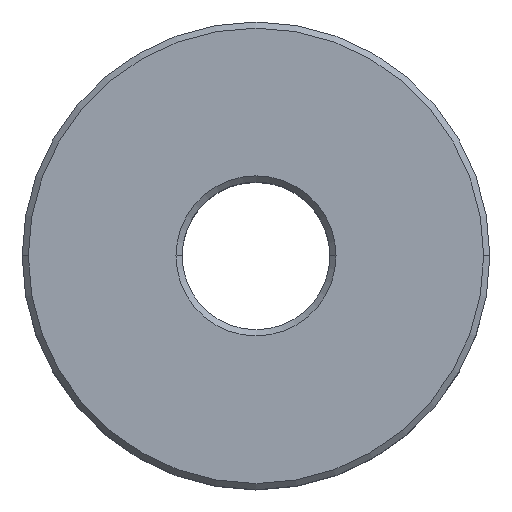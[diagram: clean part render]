
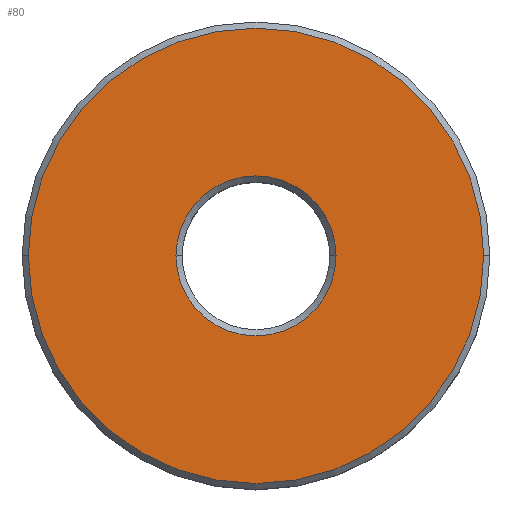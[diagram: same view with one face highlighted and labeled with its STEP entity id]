
A CAD part, top view. The second image highlights one B-rep face of the part: STEP entity #80.
In plain terms, the highlighted planar face has unit normal (0, 0, 1).
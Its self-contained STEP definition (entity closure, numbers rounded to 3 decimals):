
#22 = VERTEX_POINT ( 'NONE', #352 ) ;
#43 = EDGE_CURVE ( 'NONE', #22, #115, #256, .T. ) ;
#80 = ADVANCED_FACE ( 'NONE', ( #308, #319 ), #307, .T. ) ;
#81 = ORIENTED_EDGE ( 'NONE', *, *, #169, .T. ) ;
#82 = ORIENTED_EDGE ( 'NONE', *, *, #43, .T. ) ;
#86 = ORIENTED_EDGE ( 'NONE', *, *, #99, .T. ) ;
#93 = ORIENTED_EDGE ( 'NONE', *, *, #95, .T. ) ;
#95 = EDGE_CURVE ( 'NONE', #157, #187, #118, .T. ) ;
#99 = EDGE_CURVE ( 'NONE', #115, #22, #485, .T. ) ;
#100 = EDGE_LOOP ( 'NONE', ( #81, #93 ) ) ;
#101 = EDGE_LOOP ( 'NONE', ( #86, #82 ) ) ;
#115 = VERTEX_POINT ( 'NONE', #479 ) ;
#117 = CARTESIAN_POINT ( 'NONE',  ( 0., 0., 0. ) ) ;
#118 = CIRCLE ( 'NONE', #164, 6.5 ) ;
#157 = VERTEX_POINT ( 'NONE', #534 ) ;
#162 = DIRECTION ( 'NONE',  ( 1., 0., 0. ) ) ;
#163 = DIRECTION ( 'NONE',  ( 0., 0., -1. ) ) ;
#164 = AXIS2_PLACEMENT_3D ( 'NONE', #117, #163, #162 ) ;
#169 = EDGE_CURVE ( 'NONE', #187, #157, #549, .T. ) ;
#187 = VERTEX_POINT ( 'NONE', #430 ) ;
#256 = CIRCLE ( 'NONE', #404, 18.5 ) ;
#292 = DIRECTION ( 'NONE',  ( 1., 0., 0. ) ) ;
#293 = DIRECTION ( 'NONE',  ( 0., 0., 1. ) ) ;
#294 = CARTESIAN_POINT ( 'NONE',  ( 0., 0., 0. ) ) ;
#307 = PLANE ( 'NONE',  #313 ) ;
#308 = FACE_OUTER_BOUND ( 'NONE', #101, .T. ) ;
#313 = AXIS2_PLACEMENT_3D ( 'NONE', #294, #293, #292 ) ;
#319 = FACE_BOUND ( 'NONE', #100, .T. ) ;
#352 = CARTESIAN_POINT ( 'NONE',  ( 18.5, 0., 0. ) ) ;
#388 = DIRECTION ( 'NONE',  ( 1., 0., 0. ) ) ;
#389 = DIRECTION ( 'NONE',  ( 0., 0., 1. ) ) ;
#404 = AXIS2_PLACEMENT_3D ( 'NONE', #407, #389, #388 ) ;
#407 = CARTESIAN_POINT ( 'NONE',  ( 0., 0., 0. ) ) ;
#430 = CARTESIAN_POINT ( 'NONE',  ( 6.5, 0., 0. ) ) ;
#479 = CARTESIAN_POINT ( 'NONE',  ( -18.5, 0., 0. ) ) ;
#481 = DIRECTION ( 'NONE',  ( 1., 0., 0. ) ) ;
#482 = DIRECTION ( 'NONE',  ( 0., 0., 1. ) ) ;
#483 = CARTESIAN_POINT ( 'NONE',  ( 0., 0., 0. ) ) ;
#484 = AXIS2_PLACEMENT_3D ( 'NONE', #483, #482, #481 ) ;
#485 = CIRCLE ( 'NONE', #484, 18.5 ) ;
#512 = DIRECTION ( 'NONE',  ( 1., 0., 0. ) ) ;
#513 = DIRECTION ( 'NONE',  ( 0., 0., -1. ) ) ;
#534 = CARTESIAN_POINT ( 'NONE',  ( -6.5, 0., 0. ) ) ;
#549 = CIRCLE ( 'NONE', #576, 6.5 ) ;
#554 = CARTESIAN_POINT ( 'NONE',  ( 0., 0., 0. ) ) ;
#576 = AXIS2_PLACEMENT_3D ( 'NONE', #554, #513, #512 ) ;
